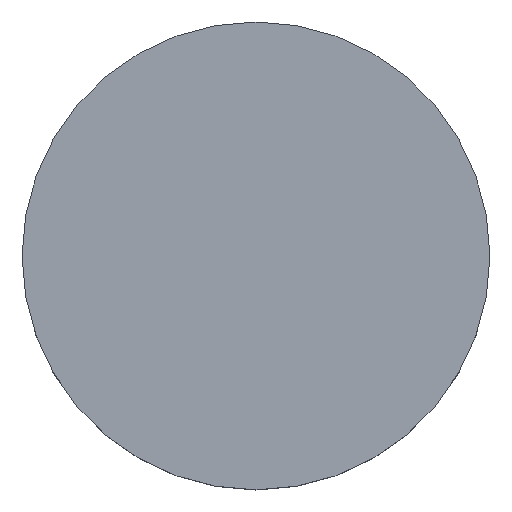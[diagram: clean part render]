
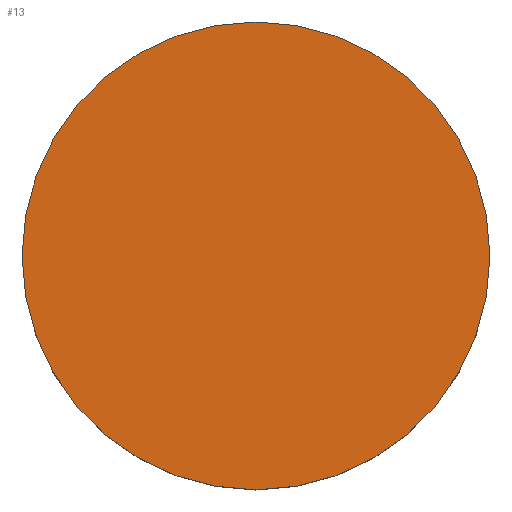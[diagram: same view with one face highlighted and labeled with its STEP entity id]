
A CAD part, top view. The second image highlights one B-rep face of the part: STEP entity #13.
In plain terms, the highlighted planar face has unit normal (0, 0, 1).
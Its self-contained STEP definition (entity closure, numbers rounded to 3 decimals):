
#1 = DIRECTION ( 'NONE',  ( 0., 0., 1. ) ) ;
#2 = DIRECTION ( 'NONE',  ( 0., 0., 1. ) ) ;
#5 = CIRCLE ( 'NONE', #413, 5. ) ;
#13 = ADVANCED_FACE ( 'NONE', ( #121 ), #345, .T. ) ;
#55 = CARTESIAN_POINT ( 'NONE',  ( -5., 0., 2. ) ) ;
#65 = DIRECTION ( 'NONE',  ( 0., 0., 1. ) ) ;
#76 = CARTESIAN_POINT ( 'NONE',  ( 0., 0., 2. ) ) ;
#121 = FACE_OUTER_BOUND ( 'NONE', #269, .T. ) ;
#126 = ORIENTED_EDGE ( 'NONE', *, *, #570, .T. ) ;
#161 = CARTESIAN_POINT ( 'NONE',  ( 0., 0., 2. ) ) ;
#245 = DIRECTION ( 'NONE',  ( 1., 0., 0. ) ) ;
#269 = EDGE_LOOP ( 'NONE', ( #126, #629 ) ) ;
#294 = AXIS2_PLACEMENT_3D ( 'NONE', #76, #65, #245 ) ;
#345 = PLANE ( 'NONE',  #516 ) ;
#349 = VERTEX_POINT ( 'NONE', #55 ) ;
#413 = AXIS2_PLACEMENT_3D ( 'NONE', #161, #2, #493 ) ;
#457 = CARTESIAN_POINT ( 'NONE',  ( 5., 0., 2. ) ) ;
#493 = DIRECTION ( 'NONE',  ( 1., 0., 0. ) ) ;
#516 = AXIS2_PLACEMENT_3D ( 'NONE', #574, #1, #571 ) ;
#570 = EDGE_CURVE ( 'NONE', #349, #627, #5, .T. ) ;
#571 = DIRECTION ( 'NONE',  ( 1., 0., 0. ) ) ;
#574 = CARTESIAN_POINT ( 'NONE',  ( 0., 0., 2. ) ) ;
#608 = CIRCLE ( 'NONE', #294, 5. ) ;
#627 = VERTEX_POINT ( 'NONE', #457 ) ;
#629 = ORIENTED_EDGE ( 'NONE', *, *, #699, .T. ) ;
#699 = EDGE_CURVE ( 'NONE', #627, #349, #608, .T. ) ;
